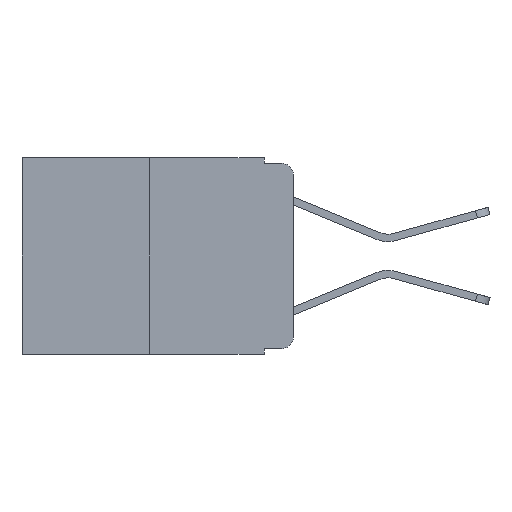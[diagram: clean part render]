
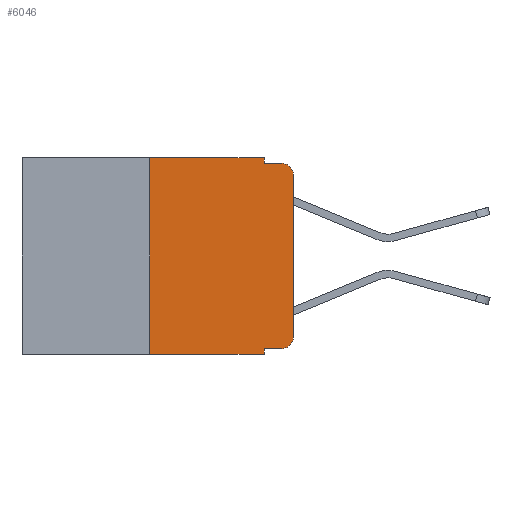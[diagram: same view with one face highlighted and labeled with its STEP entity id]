
A CAD part, left-side view. The second image highlights one B-rep face of the part: STEP entity #6046.
In plain terms, the highlighted planar face has unit normal (-1, 0, 0).
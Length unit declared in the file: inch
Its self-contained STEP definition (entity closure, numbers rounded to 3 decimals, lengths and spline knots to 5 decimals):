
#422 = VERTEX_POINT ( 'NONE', #3455 ) ;
#462 = PLANE ( 'NONE',  #11554 ) ;
#614 = CARTESIAN_POINT ( 'NONE',  ( 0., 0.473, 0. ) ) ;
#758 = CARTESIAN_POINT ( 'NONE',  ( 0., 0.02, -0.313 ) ) ;
#1341 = VERTEX_POINT ( 'NONE', #9213 ) ;
#1885 = VERTEX_POINT ( 'NONE', #7811 ) ;
#2021 = EDGE_CURVE ( 'NONE', #9059, #11771, #4940, .T. ) ;
#2055 = AXIS2_PLACEMENT_3D ( 'NONE', #4701, #18489, #2776 ) ;
#2411 = ORIENTED_EDGE ( 'NONE', *, *, #14129, .T. ) ;
#2506 = EDGE_CURVE ( 'NONE', #6741, #21187, #16966, .T. ) ;
#2684 = CARTESIAN_POINT ( 'NONE',  ( 0., 0.051, -0.01 ) ) ;
#2776 = DIRECTION ( 'NONE',  ( 0., 0., -1. ) ) ;
#2861 = DIRECTION ( 'NONE',  ( 0., 0., -1. ) ) ;
#2927 = CARTESIAN_POINT ( 'NONE',  ( 0., 0.051, -0.01 ) ) ;
#3455 = CARTESIAN_POINT ( 'NONE',  ( 0., 0.25, -0.343 ) ) ;
#3457 = EDGE_CURVE ( 'NONE', #1341, #10730, #5961, .T. ) ;
#3852 = VECTOR ( 'NONE', #19491, 39.37008 ) ;
#3874 = DIRECTION ( 'NONE',  ( 0., 0., 1. ) ) ;
#4045 = ORIENTED_EDGE ( 'NONE', *, *, #2021, .T. ) ;
#4302 = LINE ( 'NONE', #6268, #17710 ) ;
#4377 = CARTESIAN_POINT ( 'NONE',  ( 0., 0., -0.313 ) ) ;
#4394 = EDGE_LOOP ( 'NONE', ( #8704, #4045, #5782, #12673, #10433, #10483, #14960, #15211, #2411, #13462 ) ) ;
#4590 = DIRECTION ( 'NONE',  ( 0., 0., 1. ) ) ;
#4701 = CARTESIAN_POINT ( 'NONE',  ( 0., 0.02, -0.03 ) ) ;
#4940 = CIRCLE ( 'NONE', #2055, 0.02 ) ;
#5197 = VECTOR ( 'NONE', #3874, 39.37008 ) ;
#5243 = LINE ( 'NONE', #15047, #18124 ) ;
#5495 = CARTESIAN_POINT ( 'NONE',  ( 0., 0., 0. ) ) ;
#5782 = ORIENTED_EDGE ( 'NONE', *, *, #9109, .F. ) ;
#5895 = DIRECTION ( 'NONE',  ( -1., 0., 0. ) ) ;
#5961 = CIRCLE ( 'NONE', #11952, 0.02 ) ;
#6011 = CARTESIAN_POINT ( 'NONE',  ( 0., 0.25, 0. ) ) ;
#6046 = ADVANCED_FACE ( 'NONE', ( #11742 ), #462, .F. ) ;
#6268 = CARTESIAN_POINT ( 'NONE',  ( 0., 0.051, 0. ) ) ;
#6741 = VERTEX_POINT ( 'NONE', #16184 ) ;
#6788 = LINE ( 'NONE', #5495, #5197 ) ;
#7811 = CARTESIAN_POINT ( 'NONE',  ( 0., 0.051, 0. ) ) ;
#8036 = LINE ( 'NONE', #614, #17433 ) ;
#8704 = ORIENTED_EDGE ( 'NONE', *, *, #10458, .T. ) ;
#9059 = VERTEX_POINT ( 'NONE', #18263 ) ;
#9109 = EDGE_CURVE ( 'NONE', #17416, #11771, #19456, .T. ) ;
#9213 = CARTESIAN_POINT ( 'NONE',  ( 0., 0.02, -0.333 ) ) ;
#9214 = DIRECTION ( 'NONE',  ( 0., 0., -1. ) ) ;
#9293 = DIRECTION ( 'NONE',  ( 0., -1., 0. ) ) ;
#9400 = VECTOR ( 'NONE', #4590, 39.37008 ) ;
#9434 = LINE ( 'NONE', #19697, #3852 ) ;
#9781 = DIRECTION ( 'NONE',  ( 0., -1., 0. ) ) ;
#10433 = ORIENTED_EDGE ( 'NONE', *, *, #16159, .F. ) ;
#10458 = EDGE_CURVE ( 'NONE', #10730, #9059, #6788, .T. ) ;
#10483 = ORIENTED_EDGE ( 'NONE', *, *, #15584, .F. ) ;
#10730 = VERTEX_POINT ( 'NONE', #4377 ) ;
#11446 = VECTOR ( 'NONE', #9781, 39.37008 ) ;
#11554 = AXIS2_PLACEMENT_3D ( 'NONE', #21082, #19176, #9214 ) ;
#11742 = FACE_OUTER_BOUND ( 'NONE', #4394, .T. ) ;
#11771 = VERTEX_POINT ( 'NONE', #20968 ) ;
#11952 = AXIS2_PLACEMENT_3D ( 'NONE', #758, #5895, #14452 ) ;
#12540 = EDGE_CURVE ( 'NONE', #1885, #17416, #4302, .T. ) ;
#12673 = ORIENTED_EDGE ( 'NONE', *, *, #12540, .F. ) ;
#13462 = ORIENTED_EDGE ( 'NONE', *, *, #3457, .T. ) ;
#13476 = VECTOR ( 'NONE', #21176, 39.37008 ) ;
#13523 = VERTEX_POINT ( 'NONE', #19726 ) ;
#13712 = DIRECTION ( 'NONE',  ( 0., -1., 0. ) ) ;
#14129 = EDGE_CURVE ( 'NONE', #6741, #1341, #9434, .T. ) ;
#14452 = DIRECTION ( 'NONE',  ( 0., 0., -1. ) ) ;
#14746 = CARTESIAN_POINT ( 'NONE',  ( 0., 0.051, -0.343 ) ) ;
#14960 = ORIENTED_EDGE ( 'NONE', *, *, #22076, .T. ) ;
#15047 = CARTESIAN_POINT ( 'NONE',  ( 0., 0.473, -0.343 ) ) ;
#15211 = ORIENTED_EDGE ( 'NONE', *, *, #2506, .F. ) ;
#15584 = EDGE_CURVE ( 'NONE', #422, #13523, #20877, .T. ) ;
#16074 = CARTESIAN_POINT ( 'NONE',  ( 0., 0.051, 0. ) ) ;
#16159 = EDGE_CURVE ( 'NONE', #13523, #1885, #8036, .T. ) ;
#16184 = CARTESIAN_POINT ( 'NONE',  ( 0., 0.051, -0.333 ) ) ;
#16966 = LINE ( 'NONE', #16074, #13476 ) ;
#17416 = VERTEX_POINT ( 'NONE', #2684 ) ;
#17433 = VECTOR ( 'NONE', #9293, 39.37008 ) ;
#17710 = VECTOR ( 'NONE', #2861, 39.37008 ) ;
#18124 = VECTOR ( 'NONE', #13712, 39.37008 ) ;
#18263 = CARTESIAN_POINT ( 'NONE',  ( 0., 0., -0.03 ) ) ;
#18489 = DIRECTION ( 'NONE',  ( -1., 0., 0. ) ) ;
#19176 = DIRECTION ( 'NONE',  ( 1., 0., 0. ) ) ;
#19456 = LINE ( 'NONE', #2927, #11446 ) ;
#19491 = DIRECTION ( 'NONE',  ( 0., -1., 0. ) ) ;
#19697 = CARTESIAN_POINT ( 'NONE',  ( 0., 0.051, -0.333 ) ) ;
#19726 = CARTESIAN_POINT ( 'NONE',  ( 0., 0.25, 0. ) ) ;
#20877 = LINE ( 'NONE', #6011, #9400 ) ;
#20968 = CARTESIAN_POINT ( 'NONE',  ( 0., 0.02, -0.01 ) ) ;
#21082 = CARTESIAN_POINT ( 'NONE',  ( 0., 0.473, 0. ) ) ;
#21176 = DIRECTION ( 'NONE',  ( 0., 0., -1. ) ) ;
#21187 = VERTEX_POINT ( 'NONE', #14746 ) ;
#22076 = EDGE_CURVE ( 'NONE', #422, #21187, #5243, .T. ) ;
